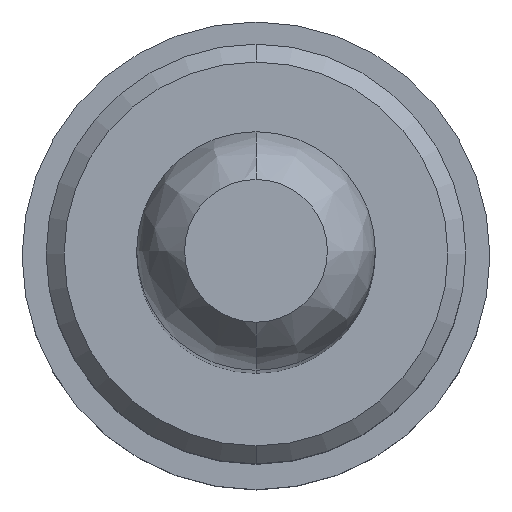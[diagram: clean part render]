
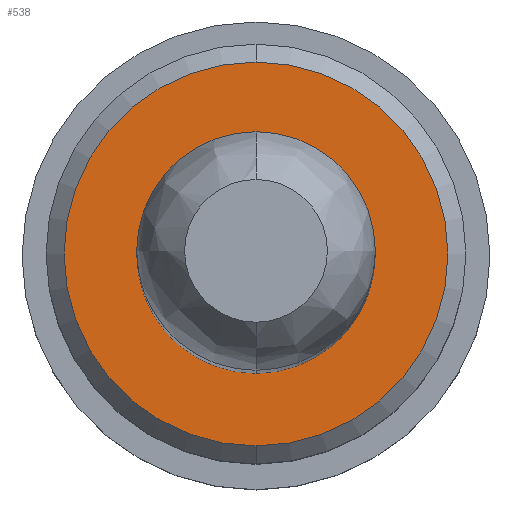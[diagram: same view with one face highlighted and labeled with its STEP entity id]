
A CAD part, top view. The second image highlights one B-rep face of the part: STEP entity #538.
In plain terms, the highlighted planar face has unit normal (0, 0, 1).
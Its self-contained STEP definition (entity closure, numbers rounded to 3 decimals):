
#51=CARTESIAN_POINT('',(0.,0.,0.5));
#52=DIRECTION('',(0.,0.,1.));
#53=DIRECTION('',(0.,1.,0.));
#54=AXIS2_PLACEMENT_3D('',#51,#52,#53);
#69=CARTESIAN_POINT('',(0.,0.,0.5));
#70=DIRECTION('',(0.,0.,-1.));
#71=DIRECTION('',(0.,1.,0.));
#72=AXIS2_PLACEMENT_3D('',#69,#70,#71);
#79=CARTESIAN_POINT('',(0.,0.,0.5));
#80=DIRECTION('',(0.,0.,-1.));
#81=DIRECTION('',(0.,1.,0.));
#82=AXIS2_PLACEMENT_3D('',#79,#80,#81);
#92=CARTESIAN_POINT('',(0.,0.,0.5));
#93=DIRECTION('',(0.,0.,1.));
#94=DIRECTION('',(0.,1.,0.));
#95=AXIS2_PLACEMENT_3D('',#92,#93,#94);
#383=CARTESIAN_POINT('',(0.,0.995,0.5));
#385=VERTEX_POINT('',#383);
#389=CARTESIAN_POINT('',(0.,-0.995,0.5));
#391=VERTEX_POINT('',#389);
#453=CARTESIAN_POINT('',(0.,1.6,0.5));
#454=CARTESIAN_POINT('',(0.,-1.6,0.5));
#455=VERTEX_POINT('',#453);
#456=VERTEX_POINT('',#454);
#522=CARTESIAN_POINT('',(0.,0.,0.5));
#523=DIRECTION('',(0.,0.,-1.));
#524=DIRECTION('',(0.,-1.,0.));
#525=AXIS2_PLACEMENT_3D('',#522,#523,#524);
#526=PLANE('',#525);
#527=ORIENTED_EDGE('',*,*,#512,.F.);
#529=ORIENTED_EDGE('',*,*,#528,.T.);
#530=EDGE_LOOP('',(#527,#529));
#531=FACE_OUTER_BOUND('',#530,.F.);
#533=ORIENTED_EDGE('',*,*,#532,.F.);
#535=ORIENTED_EDGE('',*,*,#534,.T.);
#536=EDGE_LOOP('',(#533,#535));
#537=FACE_BOUND('',#536,.F.);
#55=CIRCLE('',#54,1.6);
#73=CIRCLE('',#72,1.6);
#83=CIRCLE('',#82,0.995);
#96=CIRCLE('',#95,0.995);
#512=EDGE_CURVE('',#455,#456,#55,.T.);
#528=EDGE_CURVE('',#455,#456,#73,.T.);
#532=EDGE_CURVE('',#385,#391,#83,.T.);
#534=EDGE_CURVE('',#385,#391,#96,.T.);
#538=ADVANCED_FACE('',(#531,#537),#526,.F.);
